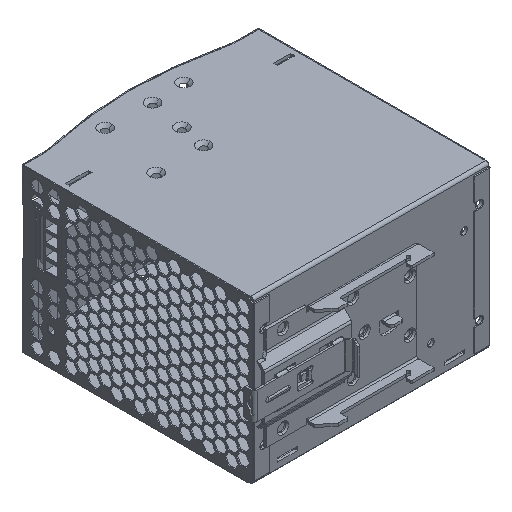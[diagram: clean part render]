
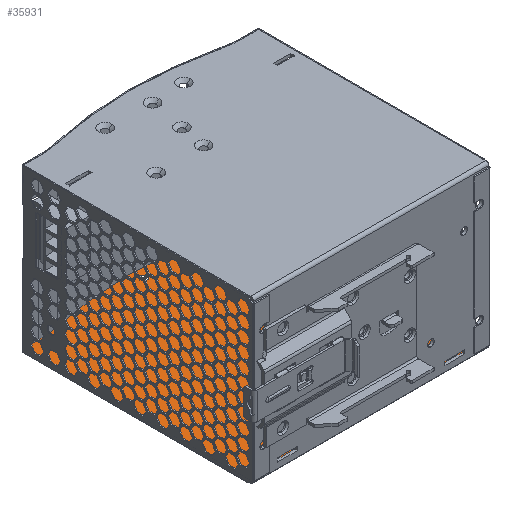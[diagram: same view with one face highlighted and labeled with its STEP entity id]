
A CAD part, isometric view. The second image highlights one B-rep face of the part: STEP entity #35931.
In plain terms, the highlighted planar face has unit normal (0, 0, 1).
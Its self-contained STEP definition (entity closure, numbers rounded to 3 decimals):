
#2479 = VERTEX_POINT ( 'NONE', #41703 ) ;
#2732 = DIRECTION ( 'NONE',  ( 0., -1., 0. ) ) ;
#4268 = ORIENTED_EDGE ( 'NONE', *, *, #61238, .T. ) ;
#5749 = EDGE_CURVE ( 'NONE', #45061, #28975, #92938, .T. ) ;
#6341 = ORIENTED_EDGE ( 'NONE', *, *, #29113, .T. ) ;
#6511 = CARTESIAN_POINT ( 'NONE',  ( 0., 1.5, -41. ) ) ;
#6880 = CARTESIAN_POINT ( 'NONE',  ( -7.98, 121.5, -41. ) ) ;
#7623 = EDGE_CURVE ( 'NONE', #28975, #70684, #47064, .T. ) ;
#8165 = CIRCLE ( 'NONE', #36208, 1.774 ) ;
#9668 = EDGE_CURVE ( 'NONE', #22290, #87082, #60145, .T. ) ;
#10255 = CIRCLE ( 'NONE', #49315, 1.774 ) ;
#13432 = CARTESIAN_POINT ( 'NONE',  ( -62., -68.676, -41. ) ) ;
#13459 = DIRECTION ( 'NONE',  ( 0., -1., 0. ) ) ;
#15786 = VERTEX_POINT ( 'NONE', #6511 ) ;
#18418 = CARTESIAN_POINT ( 'NONE',  ( -116.021, 171.499, -41. ) ) ;
#19387 = DIRECTION ( 'NONE',  ( 0., 0., 1. ) ) ;
#22010 = ORIENTED_EDGE ( 'NONE', *, *, #5749, .F. ) ;
#22290 = VERTEX_POINT ( 'NONE', #57285 ) ;
#23391 = EDGE_CURVE ( 'NONE', #2479, #15786, #90703, .T. ) ;
#25211 = DIRECTION ( 'NONE',  ( -1., 0., 0. ) ) ;
#26241 = ORIENTED_EDGE ( 'NONE', *, *, #59498, .F. ) ;
#27853 = EDGE_LOOP ( 'NONE', ( #72313, #62594, #4268, #86529, #26241, #73594, #22010, #37539 ) ) ;
#28975 = VERTEX_POINT ( 'NONE', #75099 ) ;
#29113 = EDGE_CURVE ( 'NONE', #55960, #39635, #8165, .T. ) ;
#30339 = VECTOR ( 'NONE', #61068, 1000. ) ;
#31658 = EDGE_CURVE ( 'NONE', #22290, #94751, #84025, .T. ) ;
#32037 = CARTESIAN_POINT ( 'NONE',  ( 0., 1.5, -41. ) ) ;
#32891 = EDGE_CURVE ( 'NONE', #39635, #55960, #10255, .T. ) ;
#33185 = VECTOR ( 'NONE', #78737, 1000. ) ;
#34670 = CARTESIAN_POINT ( 'NONE',  ( -60., 122.077, -41. ) ) ;
#35931 = ADVANCED_FACE ( 'NONE', ( #47685, #83378 ), #46231, .T. ) ;
#36208 = AXIS2_PLACEMENT_3D ( 'NONE', #55996, #92172, #25211 ) ;
#37539 = ORIENTED_EDGE ( 'NONE', *, *, #76112, .F. ) ;
#38299 = AXIS2_PLACEMENT_3D ( 'NONE', #13432, #50088, #88203 ) ;
#39635 = VERTEX_POINT ( 'NONE', #51298 ) ;
#39866 = CARTESIAN_POINT ( 'NONE',  ( -124.2, 1.5, -41. ) ) ;
#40036 = CARTESIAN_POINT ( 'NONE',  ( -123.027, 121.566, -41. ) ) ;
#41703 = CARTESIAN_POINT ( 'NONE',  ( 0., 121.578, -41. ) ) ;
#41818 = DIRECTION ( 'NONE',  ( 0., 0., 1. ) ) ;
#45061 = VERTEX_POINT ( 'NONE', #75860 ) ;
#46231 = PLANE ( 'NONE',  #82379 ) ;
#47064 = CIRCLE ( 'NONE', #78264, 50. ) ;
#47685 = FACE_BOUND ( 'NONE', #87006, .T. ) ;
#49315 = AXIS2_PLACEMENT_3D ( 'NONE', #34670, #64482, #85517 ) ;
#50088 = DIRECTION ( 'NONE',  ( 0., 0., -1. ) ) ;
#51298 = CARTESIAN_POINT ( 'NONE',  ( -61.774, 122.077, -41. ) ) ;
#52390 = LINE ( 'NONE', #95898, #82878 ) ;
#55960 = VERTEX_POINT ( 'NONE', #88391 ) ;
#55996 = CARTESIAN_POINT ( 'NONE',  ( -60., 122.077, -41. ) ) ;
#56271 = LINE ( 'NONE', #94376, #33185 ) ;
#56989 = AXIS2_PLACEMENT_3D ( 'NONE', #18418, #19387, #70711 ) ;
#57285 = CARTESIAN_POINT ( 'NONE',  ( -124.2, 121.578, -41. ) ) ;
#58147 = ORIENTED_EDGE ( 'NONE', *, *, #32891, .T. ) ;
#58706 = CARTESIAN_POINT ( 'NONE',  ( -124.2, 1.5, -41. ) ) ;
#59498 = EDGE_CURVE ( 'NONE', #70684, #2479, #56271, .T. ) ;
#60145 = LINE ( 'NONE', #58706, #89499 ) ;
#61068 = DIRECTION ( 'NONE',  ( 1., -0.01, 0. ) ) ;
#61238 = EDGE_CURVE ( 'NONE', #87082, #15786, #52390, .T. ) ;
#61375 = DIRECTION ( 'NONE',  ( 0., 0., 1. ) ) ;
#61648 = CIRCLE ( 'NONE', #56989, 50. ) ;
#62594 = ORIENTED_EDGE ( 'NONE', *, *, #9668, .T. ) ;
#64482 = DIRECTION ( 'NONE',  ( 0., 0., -1. ) ) ;
#66157 = CARTESIAN_POINT ( 'NONE',  ( -124.2, 1.5, -41. ) ) ;
#67531 = DIRECTION ( 'NONE',  ( 1., 0., 0. ) ) ;
#68704 = DIRECTION ( 'NONE',  ( 0., -1., 0. ) ) ;
#70684 = VERTEX_POINT ( 'NONE', #6880 ) ;
#70711 = DIRECTION ( 'NONE',  ( 0., -1., 0. ) ) ;
#72313 = ORIENTED_EDGE ( 'NONE', *, *, #31658, .F. ) ;
#73571 = CARTESIAN_POINT ( 'NONE',  ( -7.98, 171.5, -41. ) ) ;
#73594 = ORIENTED_EDGE ( 'NONE', *, *, #7623, .F. ) ;
#75099 = CARTESIAN_POINT ( 'NONE',  ( -18.952, 122.718, -41. ) ) ;
#75860 = CARTESIAN_POINT ( 'NONE',  ( -105.048, 122.718, -41. ) ) ;
#76112 = EDGE_CURVE ( 'NONE', #94751, #45061, #61648, .T. ) ;
#78264 = AXIS2_PLACEMENT_3D ( 'NONE', #73571, #41818, #13459 ) ;
#78737 = DIRECTION ( 'NONE',  ( 1., 0.01, 0. ) ) ;
#82379 = AXIS2_PLACEMENT_3D ( 'NONE', #39866, #61375, #2732 ) ;
#82878 = VECTOR ( 'NONE', #67531, 1000. ) ;
#83378 = FACE_OUTER_BOUND ( 'NONE', #27853, .T. ) ;
#84025 = LINE ( 'NONE', #40036, #30339 ) ;
#84077 = VECTOR ( 'NONE', #68704, 1000. ) ;
#85517 = DIRECTION ( 'NONE',  ( -1., 0., 0. ) ) ;
#86529 = ORIENTED_EDGE ( 'NONE', *, *, #23391, .F. ) ;
#87006 = EDGE_LOOP ( 'NONE', ( #58147, #6341 ) ) ;
#87082 = VERTEX_POINT ( 'NONE', #66157 ) ;
#88203 = DIRECTION ( 'NONE',  ( 0., -1., 0. ) ) ;
#88391 = CARTESIAN_POINT ( 'NONE',  ( -58.226, 122.077, -41. ) ) ;
#89499 = VECTOR ( 'NONE', #96319, 1000. ) ;
#90703 = LINE ( 'NONE', #32037, #84077 ) ;
#92172 = DIRECTION ( 'NONE',  ( 0., 0., -1. ) ) ;
#92938 = CIRCLE ( 'NONE', #38299, 196.176 ) ;
#94376 = CARTESIAN_POINT ( 'NONE',  ( -125.361, 120.353, -41. ) ) ;
#94751 = VERTEX_POINT ( 'NONE', #95659 ) ;
#95659 = CARTESIAN_POINT ( 'NONE',  ( -116.22, 121.5, -41. ) ) ;
#95898 = CARTESIAN_POINT ( 'NONE',  ( -124.2, 1.5, -41. ) ) ;
#96319 = DIRECTION ( 'NONE',  ( 0., -1., 0. ) ) ;
